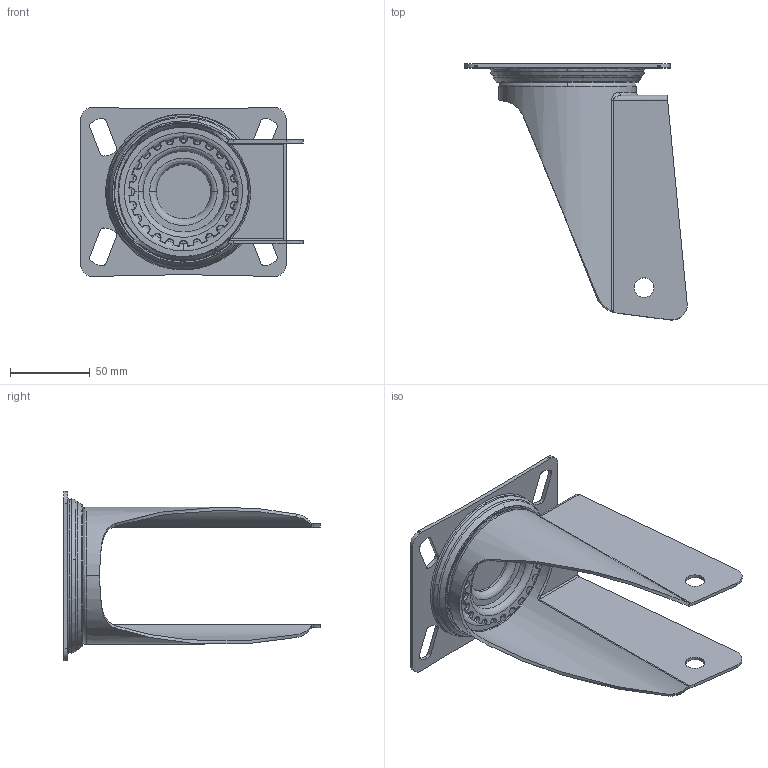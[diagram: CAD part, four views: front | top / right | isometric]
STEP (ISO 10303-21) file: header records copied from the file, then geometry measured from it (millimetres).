
FILE_DESCRIPTION (( 'STEP AP214' ), '1' );
FILE_NAME ('0018844_IV-L-200-3_(A-01).step', '2019-01-29T11:19:22', ( '' ), ( '' ), 'SwSTEP 2.0', 'SolidWorks 2018', '' );
FILE_SCHEMA (( 'AUTOMOTIVE_DESIGN' ));
Length unit declared in the file: millimetre
Products named in the file (1): 0018844_IV-L-200-3_(A-01)
Bounding box: 139.2 x 160.25 x 106 mm (x, y, z)
Volume: 105009.5 mm3; surface area: 103779.5 mm2
Topology: 4 solids, 4 shells, 270 faces, 685 edges, 436 vertices
Faces by surface type: bspline 129, cylinder 75, plane 50, torus 8, cone 8
Entity records: 26218 total; most frequent: CARTESIAN_POINT 17523, ORIENTED_EDGE 1370, DIRECTION 915, EDGE_CURVE 685, VERTEX_POINT 436, AXIS2_PLACEMENT_3D 376, EDGE_LOOP 301, UNCERTAINTY_MEASURE_WITH_UNIT 276
